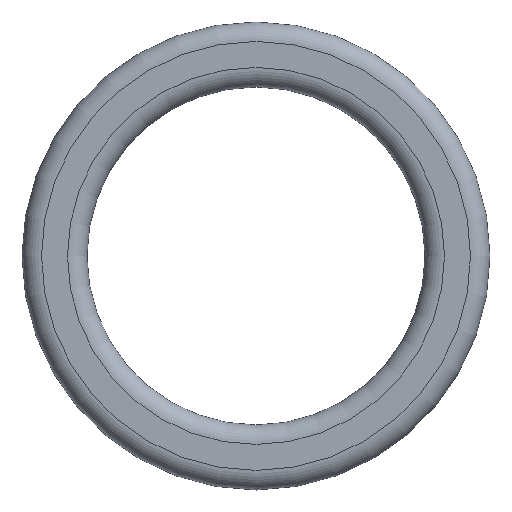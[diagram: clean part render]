
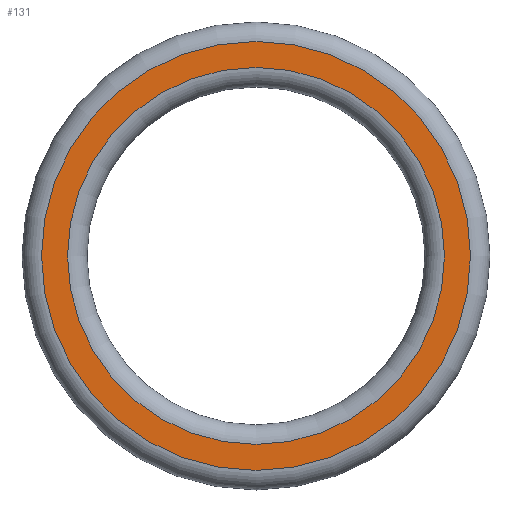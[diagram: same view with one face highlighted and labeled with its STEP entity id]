
A CAD part, top view. The second image highlights one B-rep face of the part: STEP entity #131.
In plain terms, the highlighted planar face has unit normal (0, 0, 1).
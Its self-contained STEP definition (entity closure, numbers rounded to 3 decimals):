
#24=FACE_BOUND('',#41,.T.);
#27=PLANE('',#158);
#31=FACE_OUTER_BOUND('',#40,.T.);
#40=EDGE_LOOP('',(#98));
#41=EDGE_LOOP('',(#99));
#51=CIRCLE('',#154,14.5);
#55=CIRCLE('',#159,16.5);
#65=VERTEX_POINT('',#229);
#68=VERTEX_POINT('',#237);
#76=EDGE_CURVE('',#65,#65,#51,.T.);
#80=EDGE_CURVE('',#68,#68,#55,.T.);
#98=ORIENTED_EDGE('',*,*,#80,.F.);
#99=ORIENTED_EDGE('',*,*,#76,.F.);
#131=ADVANCED_FACE('',(#31,#24),#27,.T.);
#154=AXIS2_PLACEMENT_3D('',#230,#180,#181);
#158=AXIS2_PLACEMENT_3D('',#236,#188,#189);
#159=AXIS2_PLACEMENT_3D('',#238,#190,#191);
#180=DIRECTION('center_axis',(0.,0.,1.));
#181=DIRECTION('ref_axis',(1.,0.,0.));
#188=DIRECTION('center_axis',(0.,0.,1.));
#189=DIRECTION('ref_axis',(1.,0.,0.));
#190=DIRECTION('center_axis',(0.,0.,-1.));
#191=DIRECTION('ref_axis',(1.,0.,0.));
#229=CARTESIAN_POINT('',(14.5,0.,9.));
#230=CARTESIAN_POINT('Origin',(0.,0.,9.));
#236=CARTESIAN_POINT('Origin',(0.,0.,9.));
#237=CARTESIAN_POINT('',(-16.5,0.,9.));
#238=CARTESIAN_POINT('Origin',(0.,0.,9.));
